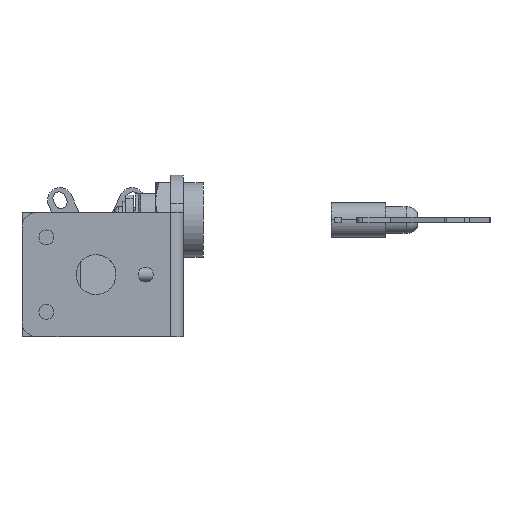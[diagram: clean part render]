
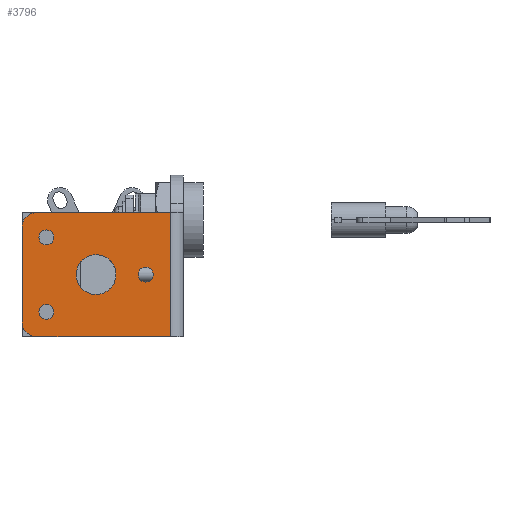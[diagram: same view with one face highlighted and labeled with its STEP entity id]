
A CAD part, left-side view. The second image highlights one B-rep face of the part: STEP entity #3796.
In plain terms, the highlighted planar face has unit normal (-1, 0, 0).
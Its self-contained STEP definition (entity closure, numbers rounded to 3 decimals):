
#155 = AXIS2_PLACEMENT_3D ( 'NONE', #9692, #10723, #4640 ) ;
#214 = CARTESIAN_POINT ( 'NONE',  ( -16., 17.6, -15. ) ) ;
#304 = CARTESIAN_POINT ( 'NONE',  ( -16., 29.5, -23.5 ) ) ;
#309 = CARTESIAN_POINT ( 'NONE',  ( -16., 17.6, -7. ) ) ;
#375 = EDGE_CURVE ( 'NONE', #8576, #845, #579, .T. ) ;
#440 = AXIS2_PLACEMENT_3D ( 'NONE', #3328, #10412, #4318 ) ;
#441 = VERTEX_POINT ( 'NONE', #2688 ) ;
#579 = CIRCLE ( 'NONE', #6045, 4. ) ;
#618 = FACE_BOUND ( 'NONE', #6579, .T. ) ;
#698 = AXIS2_PLACEMENT_3D ( 'NONE', #4758, #11885, #5774 ) ;
#743 = CARTESIAN_POINT ( 'NONE',  ( -16., 17.6, -11. ) ) ;
#845 = VERTEX_POINT ( 'NONE', #309 ) ;
#899 = VERTEX_POINT ( 'NONE', #9522 ) ;
#923 = DIRECTION ( 'NONE',  ( 0., 0., -1. ) ) ;
#1058 = ORIENTED_EDGE ( 'NONE', *, *, #5297, .F. ) ;
#1129 = ORIENTED_EDGE ( 'NONE', *, *, #7187, .F. ) ;
#1147 = ORIENTED_EDGE ( 'NONE', *, *, #1277, .T. ) ;
#1240 = ORIENTED_EDGE ( 'NONE', *, *, #12975, .F. ) ;
#1277 = EDGE_CURVE ( 'NONE', #9386, #899, #7498, .T. ) ;
#1671 = AXIS2_PLACEMENT_3D ( 'NONE', #5688, #12776, #6700 ) ;
#1780 = EDGE_CURVE ( 'NONE', #11145, #899, #6074, .T. ) ;
#2067 = CARTESIAN_POINT ( 'NONE',  ( -16., 27.6, -2. ) ) ;
#2113 = CARTESIAN_POINT ( 'NONE',  ( -16., 17.6, -11. ) ) ;
#2172 = CARTESIAN_POINT ( 'NONE',  ( -16., 27.6, -18.5 ) ) ;
#2196 = CARTESIAN_POINT ( 'NONE',  ( -16., 1000., 1.5 ) ) ;
#2425 = CARTESIAN_POINT ( 'NONE',  ( -16., 27.6, -18.5 ) ) ;
#2467 = VERTEX_POINT ( 'NONE', #5171 ) ;
#2533 = AXIS2_PLACEMENT_3D ( 'NONE', #2113, #9195, #3143 ) ;
#2565 = VERTEX_POINT ( 'NONE', #9340 ) ;
#2652 = VERTEX_POINT ( 'NONE', #304 ) ;
#2663 = DIRECTION ( 'NONE',  ( 0., 0., 1. ) ) ;
#2673 = EDGE_LOOP ( 'NONE', ( #1058, #3841 ) ) ;
#2688 = CARTESIAN_POINT ( 'NONE',  ( -16., 27.6, -5. ) ) ;
#3069 = AXIS2_PLACEMENT_3D ( 'NONE', #2172, #9237, #3186 ) ;
#3128 = ORIENTED_EDGE ( 'NONE', *, *, #12533, .F. ) ;
#3143 = DIRECTION ( 'NONE',  ( 0., 0., -1. ) ) ;
#3186 = DIRECTION ( 'NONE',  ( 0., 0., -1. ) ) ;
#3328 = CARTESIAN_POINT ( 'NONE',  ( -16., 29.5, -20.5 ) ) ;
#3454 = DIRECTION ( 'NONE',  ( 0., 0., -1. ) ) ;
#3555 = CARTESIAN_POINT ( 'NONE',  ( -16., 2.6, 1.5 ) ) ;
#3679 = CARTESIAN_POINT ( 'NONE',  ( -16., 32.5, 0. ) ) ;
#3796 = ADVANCED_FACE ( 'NONE', ( #618, #5994, #6293, #11084, #8371 ), #4599, .F. ) ;
#3841 = ORIENTED_EDGE ( 'NONE', *, *, #11554, .F. ) ;
#4086 = VERTEX_POINT ( 'NONE', #8822 ) ;
#4131 = LINE ( 'NONE', #2196, #10967 ) ;
#4255 = VERTEX_POINT ( 'NONE', #5068 ) ;
#4290 = EDGE_CURVE ( 'NONE', #2565, #4086, #11072, .T. ) ;
#4318 = DIRECTION ( 'NONE',  ( 0., 0., -1. ) ) ;
#4565 = DIRECTION ( 'NONE',  ( 0., 0., 1. ) ) ;
#4595 = ORIENTED_EDGE ( 'NONE', *, *, #4290, .F. ) ;
#4599 = PLANE ( 'NONE',  #155 ) ;
#4640 = DIRECTION ( 'NONE',  ( 0., 0., -1. ) ) ;
#4668 = ORIENTED_EDGE ( 'NONE', *, *, #1780, .F. ) ;
#4758 = CARTESIAN_POINT ( 'NONE',  ( -16., 7.6, -11. ) ) ;
#4869 = DIRECTION ( 'NONE',  ( 0., -1., 0. ) ) ;
#4966 = CIRCLE ( 'NONE', #10498, 1.5 ) ;
#5068 = CARTESIAN_POINT ( 'NONE',  ( -16., 2.6, -23.5 ) ) ;
#5171 = CARTESIAN_POINT ( 'NONE',  ( -16., 7.6, -12.5 ) ) ;
#5200 = CARTESIAN_POINT ( 'NONE',  ( -16., 27.6, -3.5 ) ) ;
#5297 = EDGE_CURVE ( 'NONE', #7419, #2467, #8012, .T. ) ;
#5443 = CARTESIAN_POINT ( 'NONE',  ( -16., 2.6, 1.5 ) ) ;
#5502 = EDGE_CURVE ( 'NONE', #11145, #2652, #10032, .T. ) ;
#5551 = AXIS2_PLACEMENT_3D ( 'NONE', #5200, #12317, #6224 ) ;
#5688 = CARTESIAN_POINT ( 'NONE',  ( -16., 29.5, -1.5 ) ) ;
#5774 = DIRECTION ( 'NONE',  ( 0., 0., -1. ) ) ;
#5842 = CARTESIAN_POINT ( 'NONE',  ( -16., 27.6, -3.5 ) ) ;
#5994 = FACE_BOUND ( 'NONE', #10546, .T. ) ;
#6045 = AXIS2_PLACEMENT_3D ( 'NONE', #743, #6805, #12875 ) ;
#6074 = LINE ( 'NONE', #3679, #8145 ) ;
#6224 = DIRECTION ( 'NONE',  ( 0., 0., -1. ) ) ;
#6293 = FACE_BOUND ( 'NONE', #2673, .T. ) ;
#6579 = EDGE_LOOP ( 'NONE', ( #10230, #10684 ) ) ;
#6604 = CARTESIAN_POINT ( 'NONE',  ( -16., 29.5, 1.5 ) ) ;
#6700 = DIRECTION ( 'NONE',  ( 0., 0., -1. ) ) ;
#6805 = DIRECTION ( 'NONE',  ( -1., 0., 0. ) ) ;
#6853 = DIRECTION ( 'NONE',  ( 0., 0., -1. ) ) ;
#6864 = EDGE_LOOP ( 'NONE', ( #1240, #8290 ) ) ;
#6917 = CARTESIAN_POINT ( 'NONE',  ( -16., 1000., -23.5 ) ) ;
#6967 = DIRECTION ( 'NONE',  ( -1., 0., 0. ) ) ;
#7148 = EDGE_LOOP ( 'NONE', ( #11871, #9558, #1129, #1147, #4668, #11687 ) ) ;
#7187 = EDGE_CURVE ( 'NONE', #9386, #7622, #4131, .T. ) ;
#7242 = AXIS2_PLACEMENT_3D ( 'NONE', #13040, #6967, #923 ) ;
#7419 = VERTEX_POINT ( 'NONE', #10116 ) ;
#7498 = CIRCLE ( 'NONE', #1671, 3. ) ;
#7622 = VERTEX_POINT ( 'NONE', #5443 ) ;
#7697 = CIRCLE ( 'NONE', #7242, 1.5 ) ;
#8012 = CIRCLE ( 'NONE', #698, 1.5 ) ;
#8145 = VECTOR ( 'NONE', #2663, 1000. ) ;
#8255 = DIRECTION ( 'NONE',  ( 0., -1., 0. ) ) ;
#8290 = ORIENTED_EDGE ( 'NONE', *, *, #375, .F. ) ;
#8371 = FACE_OUTER_BOUND ( 'NONE', #7148, .T. ) ;
#8576 = VERTEX_POINT ( 'NONE', #214 ) ;
#8822 = CARTESIAN_POINT ( 'NONE',  ( -16., 27.6, -20. ) ) ;
#8831 = EDGE_CURVE ( 'NONE', #4255, #7622, #12049, .T. ) ;
#8856 = CIRCLE ( 'NONE', #10061, 1.5 ) ;
#9012 = VECTOR ( 'NONE', #4565, 1000. ) ;
#9154 = CARTESIAN_POINT ( 'NONE',  ( -16., 32.5, -20.5 ) ) ;
#9195 = DIRECTION ( 'NONE',  ( -1., 0., 0. ) ) ;
#9237 = DIRECTION ( 'NONE',  ( -1., 0., 0. ) ) ;
#9340 = CARTESIAN_POINT ( 'NONE',  ( -16., 27.6, -17. ) ) ;
#9386 = VERTEX_POINT ( 'NONE', #6604 ) ;
#9512 = DIRECTION ( 'NONE',  ( -1., 0., 0. ) ) ;
#9522 = CARTESIAN_POINT ( 'NONE',  ( -16., 32.5, -1.5 ) ) ;
#9558 = ORIENTED_EDGE ( 'NONE', *, *, #8831, .T. ) ;
#9562 = EDGE_CURVE ( 'NONE', #2652, #4255, #12836, .T. ) ;
#9692 = CARTESIAN_POINT ( 'NONE',  ( -16., 1000., -23.5 ) ) ;
#9808 = VECTOR ( 'NONE', #4869, 1000. ) ;
#9824 = EDGE_CURVE ( 'NONE', #10393, #441, #12653, .T. ) ;
#10032 = CIRCLE ( 'NONE', #440, 3. ) ;
#10061 = AXIS2_PLACEMENT_3D ( 'NONE', #5842, #12928, #6853 ) ;
#10116 = CARTESIAN_POINT ( 'NONE',  ( -16., 7.6, -9.5 ) ) ;
#10196 = EDGE_CURVE ( 'NONE', #441, #10393, #8856, .T. ) ;
#10230 = ORIENTED_EDGE ( 'NONE', *, *, #9824, .F. ) ;
#10393 = VERTEX_POINT ( 'NONE', #2067 ) ;
#10412 = DIRECTION ( 'NONE',  ( -1., 0., 0. ) ) ;
#10498 = AXIS2_PLACEMENT_3D ( 'NONE', #2425, #9512, #3454 ) ;
#10546 = EDGE_LOOP ( 'NONE', ( #4595, #3128 ) ) ;
#10684 = ORIENTED_EDGE ( 'NONE', *, *, #10196, .F. ) ;
#10723 = DIRECTION ( 'NONE',  ( 1., 0., 0. ) ) ;
#10967 = VECTOR ( 'NONE', #8255, 1000. ) ;
#11072 = CIRCLE ( 'NONE', #3069, 1.5 ) ;
#11084 = FACE_BOUND ( 'NONE', #6864, .T. ) ;
#11145 = VERTEX_POINT ( 'NONE', #9154 ) ;
#11554 = EDGE_CURVE ( 'NONE', #2467, #7419, #7697, .T. ) ;
#11687 = ORIENTED_EDGE ( 'NONE', *, *, #5502, .T. ) ;
#11871 = ORIENTED_EDGE ( 'NONE', *, *, #9562, .T. ) ;
#11885 = DIRECTION ( 'NONE',  ( -1., 0., 0. ) ) ;
#11989 = CIRCLE ( 'NONE', #2533, 4. ) ;
#12049 = LINE ( 'NONE', #3555, #9012 ) ;
#12317 = DIRECTION ( 'NONE',  ( -1., 0., 0. ) ) ;
#12533 = EDGE_CURVE ( 'NONE', #4086, #2565, #4966, .T. ) ;
#12653 = CIRCLE ( 'NONE', #5551, 1.5 ) ;
#12776 = DIRECTION ( 'NONE',  ( -1., 0., 0. ) ) ;
#12836 = LINE ( 'NONE', #6917, #9808 ) ;
#12875 = DIRECTION ( 'NONE',  ( 0., 0., -1. ) ) ;
#12928 = DIRECTION ( 'NONE',  ( -1., 0., 0. ) ) ;
#12975 = EDGE_CURVE ( 'NONE', #845, #8576, #11989, .T. ) ;
#13040 = CARTESIAN_POINT ( 'NONE',  ( -16., 7.6, -11. ) ) ;
